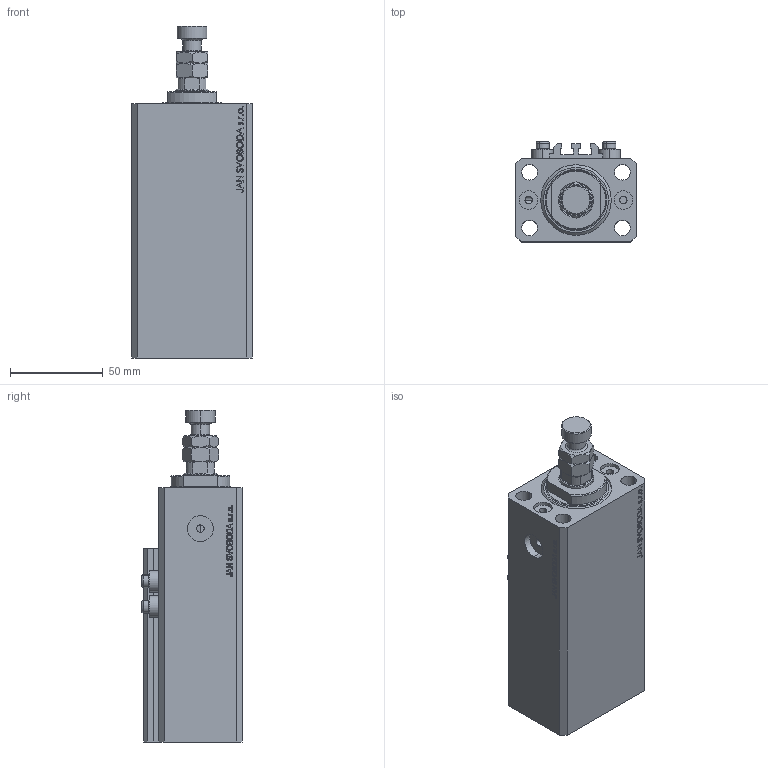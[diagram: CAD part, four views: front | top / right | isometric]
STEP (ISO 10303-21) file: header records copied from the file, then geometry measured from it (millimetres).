
FILE_DESCRIPTION (( 'STEP AP203' ), '1' );
FILE_NAME ('bafb.STEP', '2022-04-09T15:17:46', ( '' ), ( '' ), 'SwSTEP 2.0', 'SolidWorks 2019', '' );
FILE_SCHEMA (( 'CONFIG_CONTROL_DESIGN' ));
Length unit declared in the file: millimetre
Products named in the file (6): V250CE_VC_C 9e6f804f2780f58f48b0215b7e79195d; V250CE_C_VCP 9e6f804f2780f58f48b0215b7e79195d; V250CE_C_Body 9e6f804f2780f58f48b0215b7e79195d; bafb; ALLEN BOLT V250CE 9e6f804f2780f58f48b0215b7e79195d; MFA 9e6f804f2780f58f48b0215b7e79195d
Assembly tree (8 placements, depth 2):
  bafb
    V250CE_C_Body 9e6f804f2780f58f48b0215b7e79195d
    ALLEN BOLT V250CE 9e6f804f2780f58f48b0215b7e79195d  x4
    V250CE_C_VCP 9e6f804f2780f58f48b0215b7e79195d
    V250CE_VC_C 9e6f804f2780f58f48b0215b7e79195d
    MFA 9e6f804f2780f58f48b0215b7e79195d
Bounding box: 65 x 54 x 178.9 mm (x, y, z)
Volume: 371502.4 mm3; surface area: 94828.5 mm2
Topology: 9 solids, 9 shells, 1085 faces, 2707 edges, 1759 vertices
Faces by surface type: plane 519, bspline 374, cylinder 90, cone 84, torus 18
Entity records: 48884 total; most frequent: CARTESIAN_POINT 26419, ORIENTED_EDGE 5104, DIRECTION 3230, EDGE_CURVE 2552, VERTEX_POINT 1675, LINE 1506, VECTOR 1506, EDGE_LOOP 1135
